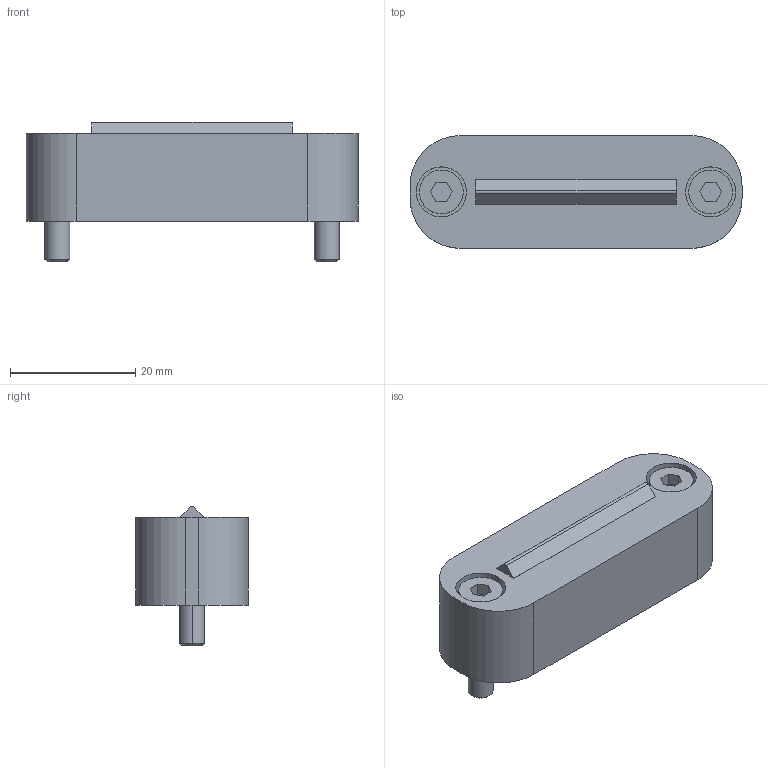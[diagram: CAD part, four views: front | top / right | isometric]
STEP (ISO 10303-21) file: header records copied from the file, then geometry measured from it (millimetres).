
FILE_DESCRIPTION (( 'STEP AP214' ), '1' );
FILE_NAME ('BruyRubio_BR5140_-_1.STEP', '2019-12-19T15:16:26', ( '' ), ( '' ), 'SwSTEP 2.0', 'SolidWorks 2017', '' );
FILE_SCHEMA (( 'AUTOMOTIVE_DESIGN' ));
Length unit declared in the file: millimetre
Products named in the file (4): Ta 12,9 -4x16_6bb0ae; Ta 12,9 -4x16_1b1219; BR5140 - 1_664a57; BruyRubio_BR5140_-_1
Assembly tree (3 placements, depth 2):
  BruyRubio_BR5140_-_1
    BR5140 - 1_664a57
    Ta 12,9 -4x16_1b1219
    Ta 12,9 -4x16_6bb0ae
Bounding box: 53 x 18 x 22.3 mm (x, y, z)
Volume: 12683.4 mm3; surface area: 5726.2 mm2
Topology: 8 solids, 8 shells, 78 faces, 166 edges, 108 vertices
Faces by surface type: plane 41, cylinder 33, cone 4
Entity records: 3185 total; most frequent: DIRECTION 400, CARTESIAN_POINT 358, ORIENTED_EDGE 332, EDGE_CURVE 166, AXIS2_PLACEMENT_3D 150, VERTEX_POINT 108, VECTOR 100, LINE 100
